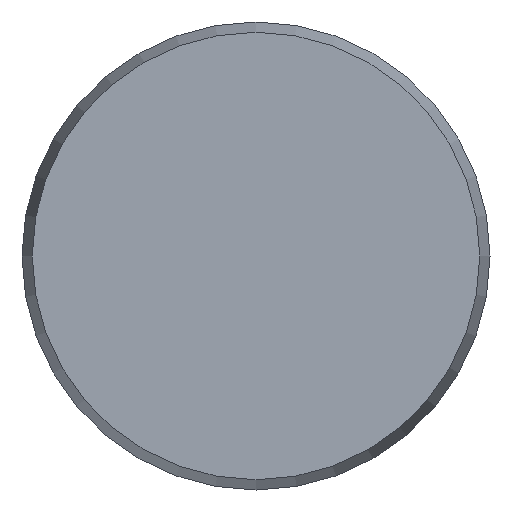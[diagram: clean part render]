
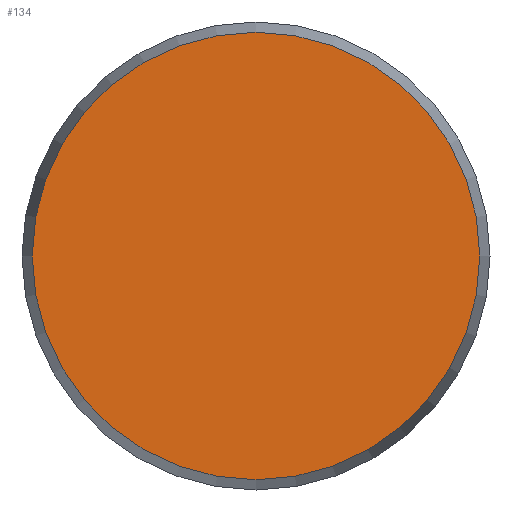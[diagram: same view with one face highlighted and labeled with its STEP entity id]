
A CAD part, front view. The second image highlights one B-rep face of the part: STEP entity #134.
In plain terms, the highlighted planar face has unit normal (0, -1, 0).
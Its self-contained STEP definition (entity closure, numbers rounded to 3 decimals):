
#134 = ADVANCED_FACE( '', ( #281 ), #282, .F. );
#281 = FACE_OUTER_BOUND( '', #468, .T. );
#282 = PLANE( '', #469 );
#468 = EDGE_LOOP( '', ( #763 ) );
#469 = AXIS2_PLACEMENT_3D( '', #764, #765, #766 );
#763 = ORIENTED_EDGE( '', *, *, #959, .T. );
#764 = CARTESIAN_POINT( '', ( 38.25, 0., 0. ) );
#765 = DIRECTION( '', ( 0., 1., 0. ) );
#766 = DIRECTION( '', ( 0., 0., 1. ) );
#959 = EDGE_CURVE( '', #1141, #1141, #1142, .T. );
#1141 = VERTEX_POINT( '', #1500 );
#1142 = CIRCLE( '', #1501, 38.25 );
#1500 = CARTESIAN_POINT( '', ( 0., 0., -38.25 ) );
#1501 = AXIS2_PLACEMENT_3D( '', #1619, #1620, #1621 );
#1619 = CARTESIAN_POINT( '', ( 0., 0., 0. ) );
#1620 = DIRECTION( '', ( 0., -1., 0. ) );
#1621 = DIRECTION( '', ( 0., 0., -1. ) );
